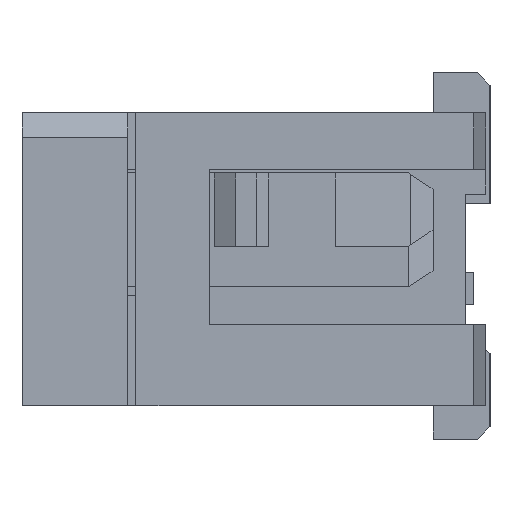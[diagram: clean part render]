
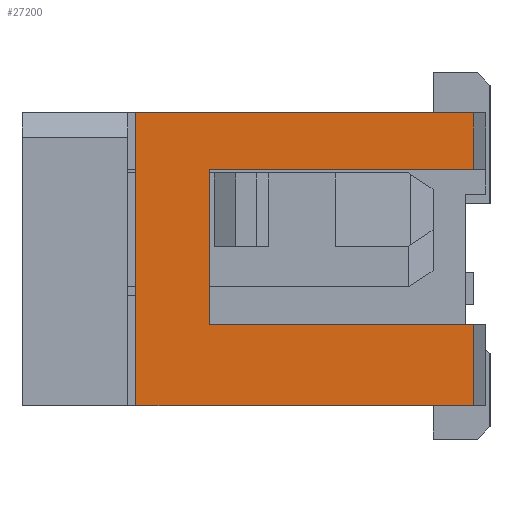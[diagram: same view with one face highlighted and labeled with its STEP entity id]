
A CAD part, left-side view. The second image highlights one B-rep face of the part: STEP entity #27200.
In plain terms, the highlighted planar face has unit normal (-1, 0, 0).
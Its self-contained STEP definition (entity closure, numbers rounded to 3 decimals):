
#1=DIRECTION('',(0.,0.,-1.));
#2=VECTOR('',#1,3.6);
#3=CARTESIAN_POINT('',(-12.425,4.3,1.8));
#4=LINE('',#3,#2);
#5=DIRECTION('',(0.,-1.,0.));
#6=VECTOR('',#5,4.15);
#7=CARTESIAN_POINT('',(-12.425,4.3,1.8));
#8=LINE('',#7,#6);
#9=DIRECTION('',(0.,0.,-1.));
#10=VECTOR('',#9,0.7);
#11=CARTESIAN_POINT('',(-12.425,0.15,1.8));
#12=LINE('',#11,#10);
#13=DIRECTION('',(0.,1.,0.));
#14=VECTOR('',#13,3.25);
#15=CARTESIAN_POINT('',(-12.425,0.15,1.1));
#16=LINE('',#15,#14);
#17=DIRECTION('',(0.,0.,-1.));
#18=VECTOR('',#17,1.9);
#19=CARTESIAN_POINT('',(-12.425,3.4,1.1));
#20=LINE('',#19,#18);
#21=DIRECTION('',(0.,0.,-1.));
#22=VECTOR('',#21,1.);
#23=CARTESIAN_POINT('',(-12.425,0.15,-0.8));
#24=LINE('',#23,#22);
#25=DIRECTION('',(0.,1.,0.));
#26=VECTOR('',#25,4.15);
#27=CARTESIAN_POINT('',(-12.425,0.15,-1.8));
#28=LINE('',#27,#26);
#9160=DIRECTION('',(0.,1.,0.));
#9161=VECTOR('',#9160,3.25);
#9162=CARTESIAN_POINT('',(-12.425,0.15,-0.8));
#9163=LINE('',#9162,#9161);
#20489=CARTESIAN_POINT('',(-12.425,4.3,1.8));
#20490=CARTESIAN_POINT('',(-12.425,4.3,-1.8));
#20491=VERTEX_POINT('',#20489);
#20492=VERTEX_POINT('',#20490);
#20501=CARTESIAN_POINT('',(-12.425,0.15,1.8));
#20502=VERTEX_POINT('',#20501);
#20517=CARTESIAN_POINT('',(-12.425,0.15,-1.8));
#20518=VERTEX_POINT('',#20517);
#20643=CARTESIAN_POINT('',(-12.425,0.15,1.1));
#20644=VERTEX_POINT('',#20643);
#20645=CARTESIAN_POINT('',(-12.425,0.15,-0.8));
#20646=VERTEX_POINT('',#20645);
#20799=CARTESIAN_POINT('',(-12.425,3.4,1.1));
#20800=CARTESIAN_POINT('',(-12.425,3.4,-0.8));
#20801=VERTEX_POINT('',#20799);
#20802=VERTEX_POINT('',#20800);
#27177=CARTESIAN_POINT('',(-12.425,0.,0.));
#27178=DIRECTION('',(1.,0.,0.));
#27179=DIRECTION('',(0.,-1.,0.));
#27180=AXIS2_PLACEMENT_3D('',#27177,#27178,#27179);
#27181=PLANE('',#27180);
#27183=ORIENTED_EDGE('',*,*,#27182,.F.);
#27185=ORIENTED_EDGE('',*,*,#27184,.T.);
#27187=ORIENTED_EDGE('',*,*,#27186,.T.);
#27189=ORIENTED_EDGE('',*,*,#27188,.T.);
#27191=ORIENTED_EDGE('',*,*,#27190,.T.);
#27193=ORIENTED_EDGE('',*,*,#27192,.F.);
#27195=ORIENTED_EDGE('',*,*,#27194,.T.);
#27197=ORIENTED_EDGE('',*,*,#27196,.T.);
#27198=EDGE_LOOP('',(#27183,#27185,#27187,#27189,#27191,#27193,#27195,#27197));
#27199=FACE_OUTER_BOUND('',#27198,.F.);
#27200=ADVANCED_FACE('',(#27199),#27181,.F.);
#27182=EDGE_CURVE('',#20491,#20492,#4,.T.);
#27184=EDGE_CURVE('',#20491,#20502,#8,.T.);
#27186=EDGE_CURVE('',#20502,#20644,#12,.T.);
#27188=EDGE_CURVE('',#20644,#20801,#16,.T.);
#27190=EDGE_CURVE('',#20801,#20802,#20,.T.);
#27192=EDGE_CURVE('',#20646,#20802,#9163,.T.);
#27194=EDGE_CURVE('',#20646,#20518,#24,.T.);
#27196=EDGE_CURVE('',#20518,#20492,#28,.T.);
